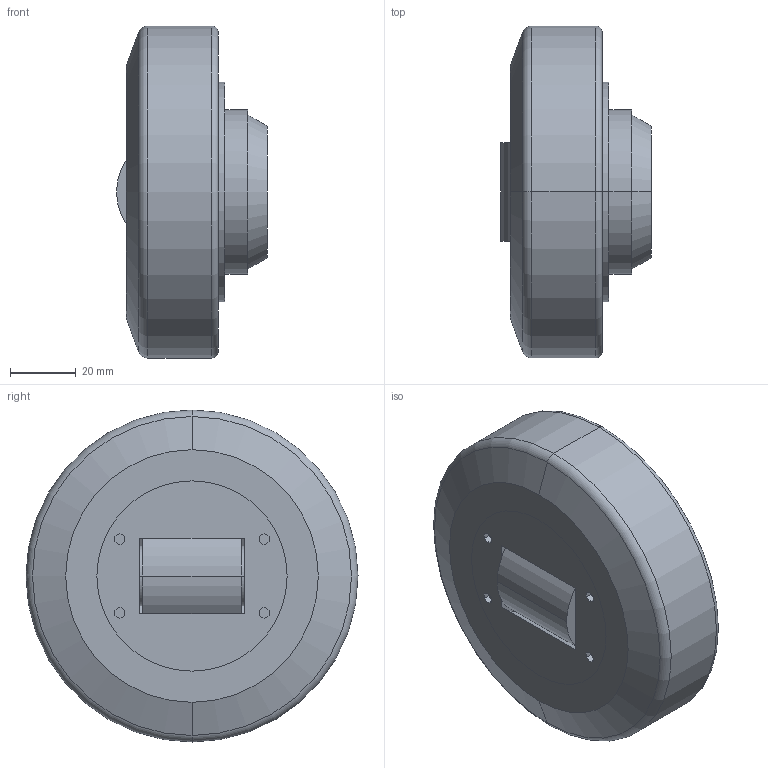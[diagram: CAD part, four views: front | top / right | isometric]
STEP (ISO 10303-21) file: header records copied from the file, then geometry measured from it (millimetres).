
FILE_DESCRIPTION (( 'STEP AP214' ), '1' );
FILE_NAME ('CRT_B5726A110D.step', '2020-08-04T17:11:34', ( '' ), ( '' ), 'SwSTEP 2.0', 'SolidWorks 2019', '' );
FILE_SCHEMA (( 'AUTOMOTIVE_DESIGN' ));
Length unit declared in the file: inch
Products named in the file (3): sHIxwrqXqE_CADModel_0; CRT_B5726A110D
Assembly tree (1 placements, depth 2):
  sHIxwrqXqE_CADModel_0
  CRT_B5726A110D
    sHIxwrqXqE_CADModel_0
Bounding box: 46 x 101.2 x 101.2 mm (x, y, z)
Volume: 251374.5 mm3; surface area: 50961.9 mm2
Topology: 4 solids, 4 shells, 69 faces, 153 edges, 100 vertices
Faces by surface type: plane 39, cylinder 22, cone 4, torus 4
Entity records: 3280 total; most frequent: CARTESIAN_POINT 687, DIRECTION 339, ORIENTED_EDGE 306, EDGE_CURVE 153, AXIS2_PLACEMENT_3D 120, VERTEX_POINT 100, VECTOR 99, LINE 99
